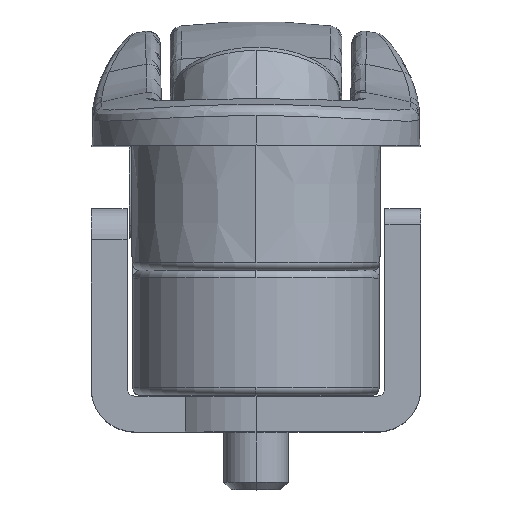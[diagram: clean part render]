
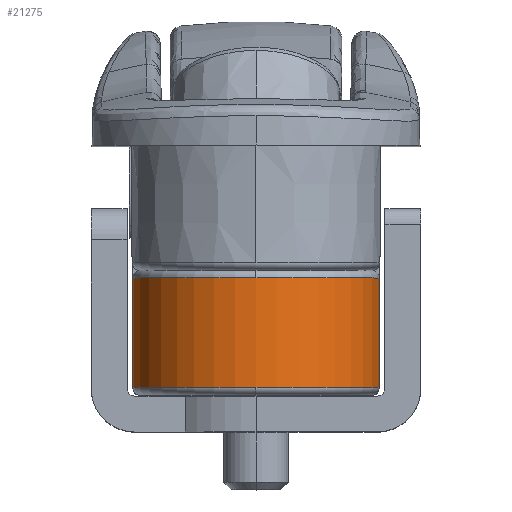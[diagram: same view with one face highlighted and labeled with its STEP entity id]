
A CAD part, top view. The second image highlights one B-rep face of the part: STEP entity #21275.
In plain terms, the highlighted cylindrical face has radius 7.9 mm (diameter 15.8 mm), a partial arc.
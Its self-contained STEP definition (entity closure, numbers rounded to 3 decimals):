
#1480 = CARTESIAN_POINT ( 'NONE',  ( 0., -14.5, 25. ) ) ;
#2353 = CARTESIAN_POINT ( 'NONE',  ( 0., -15.5, 25. ) ) ;
#3052 = EDGE_CURVE ( 'NONE', #7454, #8394, #4153, .T. ) ;
#3439 = CARTESIAN_POINT ( 'NONE',  ( -7.9, -8.499, 25. ) ) ;
#3896 = FACE_OUTER_BOUND ( 'NONE', #9911, .T. ) ;
#3957 = ORIENTED_EDGE ( 'NONE', *, *, #3052, .T. ) ;
#4153 = CIRCLE ( 'NONE', #25118, 7.9 ) ;
#4744 = DIRECTION ( 'NONE',  ( 0., -1., 0. ) ) ;
#4752 = LINE ( 'NONE', #17892, #20571 ) ;
#5616 = AXIS2_PLACEMENT_3D ( 'NONE', #27753, #5783, #21148 ) ;
#5783 = DIRECTION ( 'NONE',  ( 0., -1., 0. ) ) ;
#6214 = ORIENTED_EDGE ( 'NONE', *, *, #12843, .T. ) ;
#6715 = EDGE_CURVE ( 'NONE', #28430, #22389, #24985, .T. ) ;
#7454 = VERTEX_POINT ( 'NONE', #21746 ) ;
#7740 = ORIENTED_EDGE ( 'NONE', *, *, #27009, .T. ) ;
#8394 = VERTEX_POINT ( 'NONE', #27358 ) ;
#8457 = ORIENTED_EDGE ( 'NONE', *, *, #14269, .F. ) ;
#9022 = AXIS2_PLACEMENT_3D ( 'NONE', #2353, #20153, #11137 ) ;
#9619 = VECTOR ( 'NONE', #12221, 1000. ) ;
#9911 = EDGE_LOOP ( 'NONE', ( #7740, #22508, #17480, #8457, #3957, #6214 ) ) ;
#10991 = AXIS2_PLACEMENT_3D ( 'NONE', #16929, #17032, #19052 ) ;
#11137 = DIRECTION ( 'NONE',  ( 0., 0., 1. ) ) ;
#11817 = DIRECTION ( 'NONE',  ( 0., 0., 1. ) ) ;
#11992 = AXIS2_PLACEMENT_3D ( 'NONE', #1480, #25581, #25678 ) ;
#12221 = DIRECTION ( 'NONE',  ( 0., -1., 0. ) ) ;
#12843 = EDGE_CURVE ( 'NONE', #8394, #25600, #19635, .T. ) ;
#13949 = DIRECTION ( 'NONE',  ( 0., -1., 0. ) ) ;
#14269 = EDGE_CURVE ( 'NONE', #7454, #22389, #24772, .T. ) ;
#16456 = CARTESIAN_POINT ( 'NONE',  ( 7.9, -15.5, 25. ) ) ;
#16929 = CARTESIAN_POINT ( 'NONE',  ( 0., -15.5, 25. ) ) ;
#17032 = DIRECTION ( 'NONE',  ( 0., 1., 0. ) ) ;
#17480 = ORIENTED_EDGE ( 'NONE', *, *, #6715, .T. ) ;
#17892 = CARTESIAN_POINT ( 'NONE',  ( -7.9, -14.5, 25. ) ) ;
#19052 = DIRECTION ( 'NONE',  ( 0., 0., 1. ) ) ;
#19635 = CIRCLE ( 'NONE', #5616, 7.9 ) ;
#19950 = VERTEX_POINT ( 'NONE', #21994 ) ;
#20153 = DIRECTION ( 'NONE',  ( 0., 1., 0. ) ) ;
#20309 = EDGE_CURVE ( 'NONE', #19950, #28430, #20791, .T. ) ;
#20571 = VECTOR ( 'NONE', #4744, 1000. ) ;
#20645 = CARTESIAN_POINT ( 'NONE',  ( 0., -8.499, 25. ) ) ;
#20791 = CIRCLE ( 'NONE', #9022, 7.9 ) ;
#21048 = CARTESIAN_POINT ( 'NONE',  ( 7.9, -14.5, 25. ) ) ;
#21148 = DIRECTION ( 'NONE',  ( 0., 0., 1. ) ) ;
#21275 = ADVANCED_FACE ( 'NONE', ( #3896 ), #22524, .T. ) ;
#21746 = CARTESIAN_POINT ( 'NONE',  ( 7.9, -8.499, 25. ) ) ;
#21994 = CARTESIAN_POINT ( 'NONE',  ( -7.9, -15.5, 25. ) ) ;
#22389 = VERTEX_POINT ( 'NONE', #16456 ) ;
#22508 = ORIENTED_EDGE ( 'NONE', *, *, #20309, .T. ) ;
#22524 = CYLINDRICAL_SURFACE ( 'NONE', #11992, 7.9 ) ;
#24772 = LINE ( 'NONE', #21048, #9619 ) ;
#24985 = CIRCLE ( 'NONE', #10991, 7.9 ) ;
#25118 = AXIS2_PLACEMENT_3D ( 'NONE', #20645, #13949, #11817 ) ;
#25581 = DIRECTION ( 'NONE',  ( 0., -1., 0. ) ) ;
#25600 = VERTEX_POINT ( 'NONE', #3439 ) ;
#25678 = DIRECTION ( 'NONE',  ( 0., 0., -1. ) ) ;
#27009 = EDGE_CURVE ( 'NONE', #25600, #19950, #4752, .T. ) ;
#27358 = CARTESIAN_POINT ( 'NONE',  ( 0., -8.499, 32.9 ) ) ;
#27753 = CARTESIAN_POINT ( 'NONE',  ( 0., -8.499, 25. ) ) ;
#27943 = CARTESIAN_POINT ( 'NONE',  ( 0., -15.5, 32.9 ) ) ;
#28430 = VERTEX_POINT ( 'NONE', #27943 ) ;
